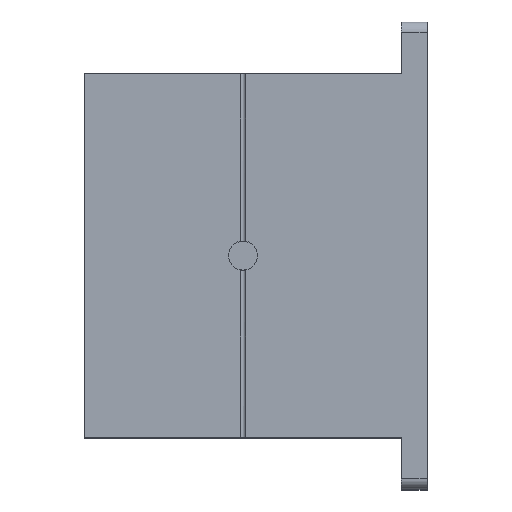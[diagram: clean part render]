
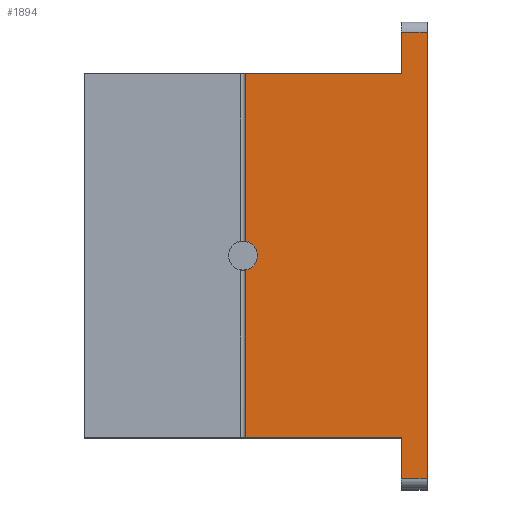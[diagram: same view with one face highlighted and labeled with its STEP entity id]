
A CAD part, top view. The second image highlights one B-rep face of the part: STEP entity #1894.
In plain terms, the highlighted planar face has unit normal (0, 0, 1).
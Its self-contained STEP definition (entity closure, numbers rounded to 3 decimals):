
#29=PLANE('',#2023);
#79=FACE_OUTER_BOUND('',#183,.T.);
#183=EDGE_LOOP('',(#1265,#1266,#1267,#1268,#1269,#1270,#1271,#1272,#1273,
#1274));
#306=CIRCLE('',#2024,2.794);
#398=LINE('',#2807,#586);
#400=LINE('',#2835,#588);
#402=LINE('',#2858,#590);
#403=LINE('',#2860,#591);
#404=LINE('',#2862,#592);
#405=LINE('',#2864,#593);
#406=LINE('',#2866,#594);
#407=LINE('',#2868,#595);
#408=LINE('',#2869,#596);
#586=VECTOR('',#2221,10.);
#588=VECTOR('',#2229,10.);
#590=VECTOR('',#2233,10.);
#591=VECTOR('',#2234,10.);
#592=VECTOR('',#2235,10.);
#593=VECTOR('',#2236,10.);
#594=VECTOR('',#2237,10.);
#595=VECTOR('',#2238,10.);
#596=VECTOR('',#2239,10.);
#774=VERTEX_POINT('',#2805);
#775=VERTEX_POINT('',#2806);
#778=VERTEX_POINT('',#2831);
#780=VERTEX_POINT('',#2834);
#782=VERTEX_POINT('',#2857);
#783=VERTEX_POINT('',#2859);
#784=VERTEX_POINT('',#2861);
#785=VERTEX_POINT('',#2863);
#786=VERTEX_POINT('',#2865);
#787=VERTEX_POINT('',#2867);
#965=EDGE_CURVE('',#774,#775,#398,.T.);
#970=EDGE_CURVE('',#780,#778,#400,.T.);
#973=EDGE_CURVE('',#778,#782,#402,.T.);
#974=EDGE_CURVE('',#782,#783,#403,.T.);
#975=EDGE_CURVE('',#784,#783,#404,.T.);
#976=EDGE_CURVE('',#785,#784,#405,.T.);
#977=EDGE_CURVE('',#786,#785,#406,.T.);
#978=EDGE_CURVE('',#786,#787,#407,.T.);
#979=EDGE_CURVE('',#787,#774,#408,.T.);
#980=EDGE_CURVE('',#775,#780,#306,.T.);
#1265=ORIENTED_EDGE('',*,*,#970,.T.);
#1266=ORIENTED_EDGE('',*,*,#973,.T.);
#1267=ORIENTED_EDGE('',*,*,#974,.T.);
#1268=ORIENTED_EDGE('',*,*,#975,.F.);
#1269=ORIENTED_EDGE('',*,*,#976,.F.);
#1270=ORIENTED_EDGE('',*,*,#977,.F.);
#1271=ORIENTED_EDGE('',*,*,#978,.T.);
#1272=ORIENTED_EDGE('',*,*,#979,.T.);
#1273=ORIENTED_EDGE('',*,*,#965,.T.);
#1274=ORIENTED_EDGE('',*,*,#980,.T.);
#1894=ADVANCED_FACE('',(#79),#29,.T.);
#2023=AXIS2_PLACEMENT_3D('',#2856,#2231,#2232);
#2024=AXIS2_PLACEMENT_3D('',#2870,#2240,#2241);
#2221=DIRECTION('',(0.,-1.,0.));
#2229=DIRECTION('',(0.,-1.,0.));
#2231=DIRECTION('center_axis',(0.,0.,1.));
#2232=DIRECTION('ref_axis',(1.,0.,0.));
#2233=DIRECTION('',(1.,0.,0.));
#2234=DIRECTION('',(0.,-1.,0.));
#2235=DIRECTION('',(-1.,0.,0.));
#2236=DIRECTION('',(0.,-1.,0.));
#2237=DIRECTION('',(1.,0.,0.));
#2238=DIRECTION('',(0.,-1.,0.));
#2239=DIRECTION('',(-1.,0.,0.));
#2240=DIRECTION('center_axis',(0.,0.,-1.));
#2241=DIRECTION('ref_axis',(1.,0.,0.));
#2805=CARTESIAN_POINT('',(0.5,35.,95.25));
#2806=CARTESIAN_POINT('',(0.5,2.749,95.25));
#2807=CARTESIAN_POINT('',(0.5,35.,95.25));
#2831=CARTESIAN_POINT('',(0.5,-35.,95.25));
#2834=CARTESIAN_POINT('',(0.5,-2.749,95.25));
#2835=CARTESIAN_POINT('',(0.5,35.,95.25));
#2856=CARTESIAN_POINT('Origin',(0.,0.,95.25));
#2857=CARTESIAN_POINT('',(30.5,-35.,95.25));
#2858=CARTESIAN_POINT('',(-30.5,-35.,95.25));
#2859=CARTESIAN_POINT('',(30.5,-43.,95.25));
#2860=CARTESIAN_POINT('',(30.5,45.,95.25));
#2861=CARTESIAN_POINT('',(35.5,-43.,95.25));
#2862=CARTESIAN_POINT('',(15.25,-43.,95.25));
#2863=CARTESIAN_POINT('',(35.5,43.,95.25));
#2864=CARTESIAN_POINT('',(35.5,45.,95.25));
#2865=CARTESIAN_POINT('',(30.5,43.,95.25));
#2866=CARTESIAN_POINT('',(15.25,43.,95.25));
#2867=CARTESIAN_POINT('',(30.5,35.,95.25));
#2868=CARTESIAN_POINT('',(30.5,45.,95.25));
#2869=CARTESIAN_POINT('',(30.5,35.,95.25));
#2870=CARTESIAN_POINT('Origin',(0.,0.,95.25));
